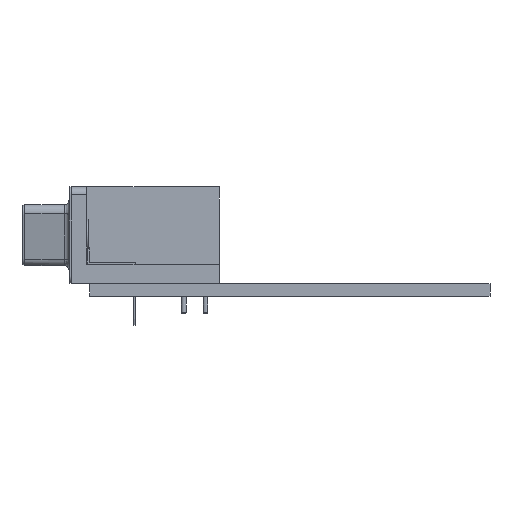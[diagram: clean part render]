
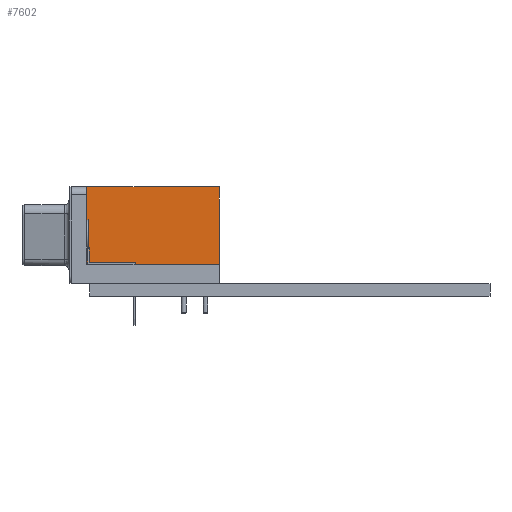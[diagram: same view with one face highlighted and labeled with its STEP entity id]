
A CAD part, front view. The second image highlights one B-rep face of the part: STEP entity #7602.
In plain terms, the highlighted free-form (B-spline) face has degree [1, 1] with [2, 2] control points.
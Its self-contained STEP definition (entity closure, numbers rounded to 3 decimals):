
#3368 = B_SPLINE_SURFACE_WITH_KNOTS('',1,1,(
    (#3369,#3370)
    ,(#3371,#3372
    )),.UNSPECIFIED.,.F.,.F.,.F.,(2,2),(2,2),(1.,29.8),(-19.2,0.),
  .PIECEWISE_BEZIER_KNOTS.);
#3369 = CARTESIAN_POINT('',(8.86,1.8,12.5));
#3370 = CARTESIAN_POINT('',(8.86,-17.4,12.5));
#3371 = CARTESIAN_POINT('',(-19.94,1.8,12.5));
#3372 = CARTESIAN_POINT('',(-19.94,-17.4,12.5));
#4094 = B_SPLINE_SURFACE_WITH_KNOTS('',1,1,(
    (#4095,#4096)
    ,(#4097,#4098
    )),.UNSPECIFIED.,.F.,.F.,.F.,(2,2),(2,2),(-15.4,15.4),(-6.25,6.25),
  .PIECEWISE_BEZIER_KNOTS.);
#4095 = CARTESIAN_POINT('',(-20.94,1.8,0.));
#4096 = CARTESIAN_POINT('',(-20.94,1.8,12.5));
#4097 = CARTESIAN_POINT('',(9.86,1.8,0.));
#4098 = CARTESIAN_POINT('',(9.86,1.8,12.5));
#4119 = B_SPLINE_SURFACE_WITH_KNOTS('',1,1,(
    (#4120,#4121)
    ,(#4122,#4123
    )),.UNSPECIFIED.,.F.,.F.,.F.,(2,2),(2,2),(0.,5.5),(-17.2,0.),
  .PIECEWISE_BEZIER_KNOTS.);
#4120 = CARTESIAN_POINT('',(4.36,1.8,2.5));
#4121 = CARTESIAN_POINT('',(4.36,-15.4,2.5));
#4122 = CARTESIAN_POINT('',(9.86,1.8,2.5));
#4123 = CARTESIAN_POINT('',(9.86,-15.4,2.5));
#4142 = B_SPLINE_SURFACE_WITH_KNOTS('',1,1,(
    (#4143,#4144)
    ,(#4145,#4146
    )),.UNSPECIFIED.,.F.,.F.,.F.,(2,2),(2,2),(-3.5,2.),(-6.25,3.75),
  .PIECEWISE_BEZIER_KNOTS.);
#4143 = CARTESIAN_POINT('',(4.36,-15.4,2.5));
#4144 = CARTESIAN_POINT('',(4.36,-15.4,12.5));
#4145 = CARTESIAN_POINT('',(9.86,-15.4,2.5));
#4146 = CARTESIAN_POINT('',(9.86,-15.4,12.5));
#5010 = VERTEX_POINT('',#5011);
#5011 = CARTESIAN_POINT('',(4.36,-15.4,12.5));
#5029 = EDGE_CURVE('',#5030,#5010,#5032,.T.);
#5030 = VERTEX_POINT('',#5031);
#5031 = CARTESIAN_POINT('',(4.36,1.8,12.5));
#5032 = SURFACE_CURVE('',#5033,(#5036,#5042),.PCURVE_S1.);
#5033 = B_SPLINE_CURVE_WITH_KNOTS('',1,(#5034,#5035),.UNSPECIFIED.,.F.,
  .F.,(2,2),(-18.2,-1.),.PIECEWISE_BEZIER_KNOTS.);
#5034 = CARTESIAN_POINT('',(4.36,1.8,12.5));
#5035 = CARTESIAN_POINT('',(4.36,-15.4,12.5));
#5036 = PCURVE('',#3368,#5037);
#5037 = DEFINITIONAL_REPRESENTATION('',(#5038),#5041);
#5038 = B_SPLINE_CURVE_WITH_KNOTS('',1,(#5039,#5040),.UNSPECIFIED.,.F.,
  .F.,(2,2),(-18.2,-1.),.PIECEWISE_BEZIER_KNOTS.);
#5039 = CARTESIAN_POINT('',(5.5,-19.2));
#5040 = CARTESIAN_POINT('',(5.5,-2.));
#5041 = ( GEOMETRIC_REPRESENTATION_CONTEXT(2) 
PARAMETRIC_REPRESENTATION_CONTEXT() REPRESENTATION_CONTEXT('2D SPACE',''
  ) );
#5042 = PCURVE('',#5043,#5048);
#5043 = B_SPLINE_SURFACE_WITH_KNOTS('',1,1,(
    (#5044,#5045)
    ,(#5046,#5047
    )),.UNSPECIFIED.,.F.,.F.,.F.,(2,2),(2,2),(2.5,12.5),(-17.2,
    0.),.PIECEWISE_BEZIER_KNOTS.);
#5044 = CARTESIAN_POINT('',(4.36,1.8,12.5));
#5045 = CARTESIAN_POINT('',(4.36,-15.4,12.5));
#5046 = CARTESIAN_POINT('',(4.36,1.8,2.5));
#5047 = CARTESIAN_POINT('',(4.36,-15.4,2.5));
#5048 = DEFINITIONAL_REPRESENTATION('',(#5049),#5052);
#5049 = B_SPLINE_CURVE_WITH_KNOTS('',1,(#5050,#5051),.UNSPECIFIED.,.F.,
  .F.,(2,2),(-18.2,-1.),.PIECEWISE_BEZIER_KNOTS.);
#5050 = CARTESIAN_POINT('',(2.5,-17.2));
#5051 = CARTESIAN_POINT('',(2.5,0.));
#5052 = ( GEOMETRIC_REPRESENTATION_CONTEXT(2) 
PARAMETRIC_REPRESENTATION_CONTEXT() REPRESENTATION_CONTEXT('2D SPACE',''
  ) );
#6061 = EDGE_CURVE('',#5010,#6062,#6064,.T.);
#6062 = VERTEX_POINT('',#6063);
#6063 = CARTESIAN_POINT('',(4.36,-15.4,2.5));
#6064 = SURFACE_CURVE('',#6065,(#6068,#6074),.PCURVE_S1.);
#6065 = B_SPLINE_CURVE_WITH_KNOTS('',1,(#6066,#6067),.UNSPECIFIED.,.F.,
  .F.,(2,2),(2.5,12.5),.PIECEWISE_BEZIER_KNOTS.);
#6066 = CARTESIAN_POINT('',(4.36,-15.4,12.5));
#6067 = CARTESIAN_POINT('',(4.36,-15.4,2.5));
#6068 = PCURVE('',#4142,#6069);
#6069 = DEFINITIONAL_REPRESENTATION('',(#6070),#6073);
#6070 = B_SPLINE_CURVE_WITH_KNOTS('',1,(#6071,#6072),.UNSPECIFIED.,.F.,
  .F.,(2,2),(2.5,12.5),.PIECEWISE_BEZIER_KNOTS.);
#6071 = CARTESIAN_POINT('',(-3.5,3.75));
#6072 = CARTESIAN_POINT('',(-3.5,-6.25));
#6073 = ( GEOMETRIC_REPRESENTATION_CONTEXT(2) 
PARAMETRIC_REPRESENTATION_CONTEXT() REPRESENTATION_CONTEXT('2D SPACE',''
  ) );
#6074 = PCURVE('',#5043,#6075);
#6075 = DEFINITIONAL_REPRESENTATION('',(#6076),#6079);
#6076 = B_SPLINE_CURVE_WITH_KNOTS('',1,(#6077,#6078),.UNSPECIFIED.,.F.,
  .F.,(2,2),(2.5,12.5),.PIECEWISE_BEZIER_KNOTS.);
#6077 = CARTESIAN_POINT('',(2.5,0.));
#6078 = CARTESIAN_POINT('',(12.5,0.));
#6079 = ( GEOMETRIC_REPRESENTATION_CONTEXT(2) 
PARAMETRIC_REPRESENTATION_CONTEXT() REPRESENTATION_CONTEXT('2D SPACE',''
  ) );
#6143 = EDGE_CURVE('',#6062,#6144,#6146,.T.);
#6144 = VERTEX_POINT('',#6145);
#6145 = CARTESIAN_POINT('',(4.36,1.8,2.5));
#6146 = SURFACE_CURVE('',#6147,(#6150,#6156),.PCURVE_S1.);
#6147 = B_SPLINE_CURVE_WITH_KNOTS('',1,(#6148,#6149),.UNSPECIFIED.,.F.,
  .F.,(2,2),(0.,17.2),.PIECEWISE_BEZIER_KNOTS.);
#6148 = CARTESIAN_POINT('',(4.36,-15.4,2.5));
#6149 = CARTESIAN_POINT('',(4.36,1.8,2.5));
#6150 = PCURVE('',#4119,#6151);
#6151 = DEFINITIONAL_REPRESENTATION('',(#6152),#6155);
#6152 = B_SPLINE_CURVE_WITH_KNOTS('',1,(#6153,#6154),.UNSPECIFIED.,.F.,
  .F.,(2,2),(0.,17.2),.PIECEWISE_BEZIER_KNOTS.);
#6153 = CARTESIAN_POINT('',(0.,0.));
#6154 = CARTESIAN_POINT('',(0.,-17.2));
#6155 = ( GEOMETRIC_REPRESENTATION_CONTEXT(2) 
PARAMETRIC_REPRESENTATION_CONTEXT() REPRESENTATION_CONTEXT('2D SPACE',''
  ) );
#6156 = PCURVE('',#5043,#6157);
#6157 = DEFINITIONAL_REPRESENTATION('',(#6158),#6161);
#6158 = B_SPLINE_CURVE_WITH_KNOTS('',1,(#6159,#6160),.UNSPECIFIED.,.F.,
  .F.,(2,2),(0.,17.2),.PIECEWISE_BEZIER_KNOTS.);
#6159 = CARTESIAN_POINT('',(12.5,0.));
#6160 = CARTESIAN_POINT('',(12.5,-17.2));
#6161 = ( GEOMETRIC_REPRESENTATION_CONTEXT(2) 
PARAMETRIC_REPRESENTATION_CONTEXT() REPRESENTATION_CONTEXT('2D SPACE',''
  ) );
#6361 = EDGE_CURVE('',#5030,#6144,#6362,.T.);
#6362 = SURFACE_CURVE('',#6363,(#6366,#6372),.PCURVE_S1.);
#6363 = B_SPLINE_CURVE_WITH_KNOTS('',1,(#6364,#6365),.UNSPECIFIED.,.F.,
  .F.,(2,2),(-1.875,8.125),.PIECEWISE_BEZIER_KNOTS.);
#6364 = CARTESIAN_POINT('',(4.36,1.8,12.5));
#6365 = CARTESIAN_POINT('',(4.36,1.8,2.5));
#6366 = PCURVE('',#4094,#6367);
#6367 = DEFINITIONAL_REPRESENTATION('',(#6368),#6371);
#6368 = B_SPLINE_CURVE_WITH_KNOTS('',1,(#6369,#6370),.UNSPECIFIED.,.F.,
  .F.,(2,2),(-1.875,8.125),.PIECEWISE_BEZIER_KNOTS.);
#6369 = CARTESIAN_POINT('',(9.9,6.25));
#6370 = CARTESIAN_POINT('',(9.9,-3.75));
#6371 = ( GEOMETRIC_REPRESENTATION_CONTEXT(2) 
PARAMETRIC_REPRESENTATION_CONTEXT() REPRESENTATION_CONTEXT('2D SPACE',''
  ) );
#6372 = PCURVE('',#5043,#6373);
#6373 = DEFINITIONAL_REPRESENTATION('',(#6374),#6377);
#6374 = B_SPLINE_CURVE_WITH_KNOTS('',1,(#6375,#6376),.UNSPECIFIED.,.F.,
  .F.,(2,2),(-1.875,8.125),.PIECEWISE_BEZIER_KNOTS.);
#6375 = CARTESIAN_POINT('',(2.5,-17.2));
#6376 = CARTESIAN_POINT('',(12.5,-17.2));
#6377 = ( GEOMETRIC_REPRESENTATION_CONTEXT(2) 
PARAMETRIC_REPRESENTATION_CONTEXT() REPRESENTATION_CONTEXT('2D SPACE',''
  ) );
#7602 = ADVANCED_FACE('',(#7603),#5043,.F.);
#7603 = FACE_BOUND('',#7604,.F.);
#7604 = EDGE_LOOP('',(#7605,#7606,#7607,#7608));
#7605 = ORIENTED_EDGE('',*,*,#6061,.F.);
#7606 = ORIENTED_EDGE('',*,*,#5029,.F.);
#7607 = ORIENTED_EDGE('',*,*,#6361,.T.);
#7608 = ORIENTED_EDGE('',*,*,#6143,.F.);
